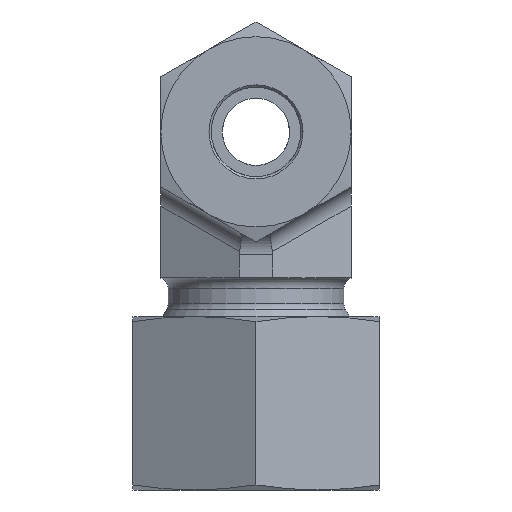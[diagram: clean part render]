
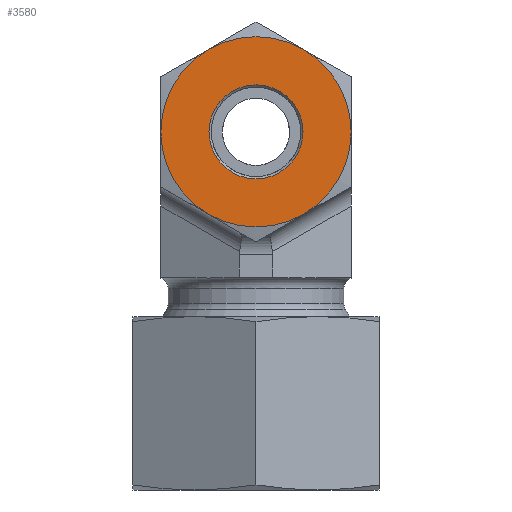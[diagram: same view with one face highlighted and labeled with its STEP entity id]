
A CAD part, front view. The second image highlights one B-rep face of the part: STEP entity #3580.
In plain terms, the highlighted face is planar.
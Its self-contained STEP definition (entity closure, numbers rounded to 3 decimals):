
#3484=CARTESIAN_POINT('',(4.2,0.,14.5));
#3485=VERTEX_POINT('',#3484);
#3486=CARTESIAN_POINT('',(0.0,0.0,14.5));
#3487=DIRECTION('',(0.0,0.0,1.0));
#3488=DIRECTION('',(-1.0,0.0,0.0));
#3489=AXIS2_PLACEMENT_3D('',#3486,#3487,#3488);
#3490=CIRCLE('',#3489,4.2);
#3491=EDGE_CURVE('',#3485,#3485,#3490,.T.);
#3516=CARTESIAN_POINT('',(0.,0.,14.5));
#3517=DIRECTION('',(0.0,0.0,1.0));
#3518=DIRECTION('',(1.0,0.0,0.0));
#3519=AXIS2_PLACEMENT_3D('',#3516,#3517,#3518);
#3520=PLANE('',#3519);
#3521=CARTESIAN_POINT('',(-4.25,-7.361,14.5));
#3522=VERTEX_POINT('',#3521);
#3523=CARTESIAN_POINT('',(4.25,-7.361,14.5));
#3524=VERTEX_POINT('',#3523);
#3525=CARTESIAN_POINT('',(0.0,0.0,14.5));
#3526=DIRECTION('',(0.0,0.0,1.0));
#3527=DIRECTION('',(-0.5,-0.866,0.0));
#3528=AXIS2_PLACEMENT_3D('',#3525,#3526,#3527);
#3529=CIRCLE('',#3528,8.5);
#3530=EDGE_CURVE('',#3522,#3524,#3529,.T.);
#3531=ORIENTED_EDGE('',*,*,#3530,.T.);
#3532=CARTESIAN_POINT('',(8.5,0.,14.5));
#3533=VERTEX_POINT('',#3532);
#3534=CARTESIAN_POINT('',(0.0,0.0,14.5));
#3535=DIRECTION('',(0.0,0.0,1.0));
#3536=DIRECTION('',(-0.5,-0.866,0.0));
#3537=AXIS2_PLACEMENT_3D('',#3534,#3535,#3536);
#3538=CIRCLE('',#3537,8.5);
#3539=EDGE_CURVE('',#3524,#3533,#3538,.T.);
#3540=ORIENTED_EDGE('',*,*,#3539,.T.);
#3541=CARTESIAN_POINT('',(4.25,7.361,14.5));
#3542=VERTEX_POINT('',#3541);
#3543=CARTESIAN_POINT('',(0.0,0.0,14.5));
#3544=DIRECTION('',(0.0,0.0,1.0));
#3545=DIRECTION('',(-0.5,-0.866,0.0));
#3546=AXIS2_PLACEMENT_3D('',#3543,#3544,#3545);
#3547=CIRCLE('',#3546,8.5);
#3548=EDGE_CURVE('',#3533,#3542,#3547,.T.);
#3549=ORIENTED_EDGE('',*,*,#3548,.T.);
#3550=CARTESIAN_POINT('',(-4.25,7.361,14.5));
#3551=VERTEX_POINT('',#3550);
#3552=CARTESIAN_POINT('',(0.0,0.0,14.5));
#3553=DIRECTION('',(0.0,0.0,1.0));
#3554=DIRECTION('',(-0.5,-0.866,0.0));
#3555=AXIS2_PLACEMENT_3D('',#3552,#3553,#3554);
#3556=CIRCLE('',#3555,8.5);
#3557=EDGE_CURVE('',#3542,#3551,#3556,.T.);
#3558=ORIENTED_EDGE('',*,*,#3557,.T.);
#3559=CARTESIAN_POINT('',(-8.5,0.0,14.5));
#3560=VERTEX_POINT('',#3559);
#3561=CARTESIAN_POINT('',(0.0,0.0,14.5));
#3562=DIRECTION('',(0.0,0.0,1.0));
#3563=DIRECTION('',(-0.5,-0.866,0.0));
#3564=AXIS2_PLACEMENT_3D('',#3561,#3562,#3563);
#3565=CIRCLE('',#3564,8.5);
#3566=EDGE_CURVE('',#3551,#3560,#3565,.T.);
#3567=ORIENTED_EDGE('',*,*,#3566,.T.);
#3568=CARTESIAN_POINT('',(0.0,0.0,14.5));
#3569=DIRECTION('',(0.0,0.0,1.0));
#3570=DIRECTION('',(-0.5,-0.866,0.0));
#3571=AXIS2_PLACEMENT_3D('',#3568,#3569,#3570);
#3572=CIRCLE('',#3571,8.5);
#3573=EDGE_CURVE('',#3560,#3522,#3572,.T.);
#3574=ORIENTED_EDGE('',*,*,#3573,.T.);
#3575=EDGE_LOOP('',(#3531,#3540,#3549,#3558,#3567,#3574));
#3576=FACE_OUTER_BOUND('',#3575,.T.);
#3577=ORIENTED_EDGE('',*,*,#3491,.F.);
#3578=EDGE_LOOP('',(#3577));
#3579=FACE_BOUND('',#3578,.T.);
#3580=ADVANCED_FACE('',(#3576,#3579),#3520,.T.);
